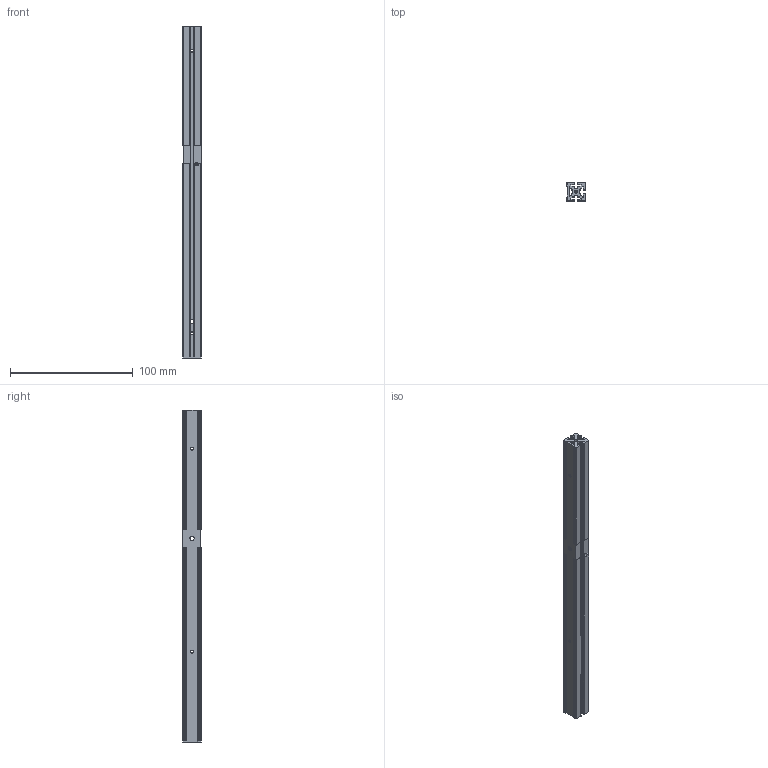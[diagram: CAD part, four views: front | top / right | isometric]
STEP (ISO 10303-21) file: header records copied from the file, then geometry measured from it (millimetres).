
FILE_DESCRIPTION (( 'STEP AP214' ), '1' );
FILE_NAME ('JXHMP4602-03022-a 菁窒軝褽.step', '2025-02-07T09:21:03', ( 'Windows User' ), ( 'P R C' ), 'SwSTEP 2.0', 'SolidWorks 2020', '' );
FILE_SCHEMA (( 'AUTOMOTIVE_DESIGN' ));
Length unit declared in the file: millimetre
Products named in the file (1): JXHMP4602-03022-a 菁窒軝褽
Bounding box: 15 x 15 x 270 mm (x, y, z)
Volume: 35025.5 mm3; surface area: 38666.4 mm2
Topology: 1 solids, 1 shells, 307 faces, 931 edges, 602 vertices
Faces by surface type: cylinder 166, plane 128, bspline 8, cone 5
Entity records: 11694 total; most frequent: CARTESIAN_POINT 3080, ORIENTED_EDGE 1860, DIRECTION 1648, EDGE_CURVE 930, VERTEX_POINT 602, AXIS2_PLACEMENT_3D 556, VECTOR 536, LINE 536
